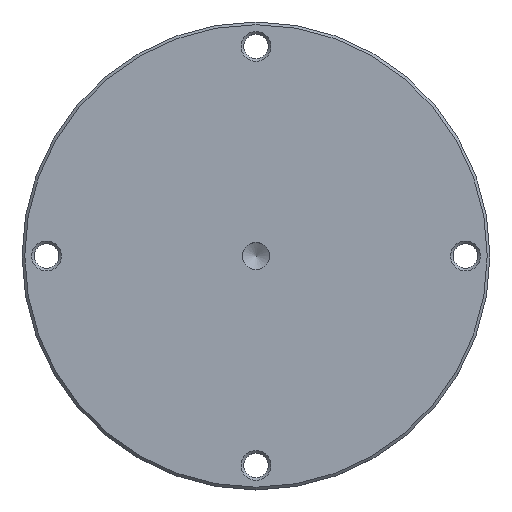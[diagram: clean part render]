
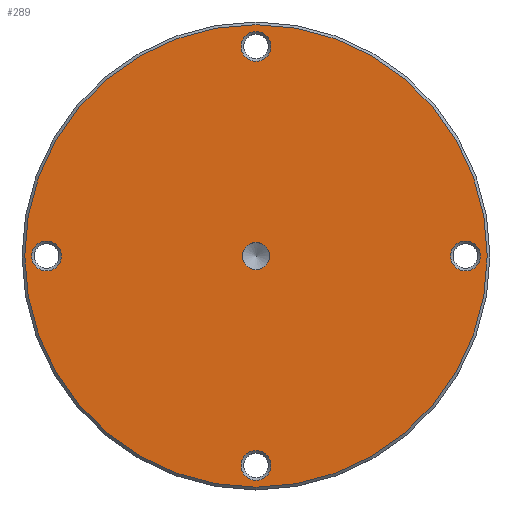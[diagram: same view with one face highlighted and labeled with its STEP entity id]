
A CAD part, top view. The second image highlights one B-rep face of the part: STEP entity #289.
In plain terms, the highlighted planar face has unit normal (0, 0, 1).
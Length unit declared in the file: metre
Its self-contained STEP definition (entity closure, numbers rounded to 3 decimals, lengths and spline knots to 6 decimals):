
#26=PLANE('',#340);
#46=ORIENTED_EDGE('',*,*,#96,.T.);
#47=ORIENTED_EDGE('',*,*,#97,.T.);
#48=ORIENTED_EDGE('',*,*,#98,.T.);
#49=ORIENTED_EDGE('',*,*,#99,.T.);
#50=ORIENTED_EDGE('',*,*,#100,.T.);
#51=ORIENTED_EDGE('',*,*,#101,.T.);
#96=EDGE_CURVE('',#123,#123,#151,.T.);
#97=EDGE_CURVE('',#124,#124,#152,.F.);
#98=EDGE_CURVE('',#125,#125,#153,.F.);
#99=EDGE_CURVE('',#126,#126,#154,.F.);
#100=EDGE_CURVE('',#127,#127,#155,.F.);
#101=EDGE_CURVE('',#128,#128,#156,.T.);
#123=VERTEX_POINT('',#512);
#124=VERTEX_POINT('',#514);
#125=VERTEX_POINT('',#516);
#126=VERTEX_POINT('',#518);
#127=VERTEX_POINT('',#520);
#128=VERTEX_POINT('',#522);
#151=CIRCLE('',#341,0.0025);
#152=CIRCLE('',#342,0.00275);
#153=CIRCLE('',#343,0.00275);
#154=CIRCLE('',#344,0.00275);
#155=CIRCLE('',#345,0.00275);
#156=CIRCLE('',#346,0.0425);
#182=EDGE_LOOP('',(#46));
#183=EDGE_LOOP('',(#47));
#184=EDGE_LOOP('',(#48));
#185=EDGE_LOOP('',(#49));
#186=EDGE_LOOP('',(#50));
#187=EDGE_LOOP('',(#51));
#236=FACE_BOUND('',#182,.T.);
#237=FACE_BOUND('',#183,.T.);
#238=FACE_BOUND('',#184,.T.);
#239=FACE_BOUND('',#185,.T.);
#240=FACE_BOUND('',#186,.T.);
#241=FACE_BOUND('',#187,.T.);
#289=ADVANCED_FACE('',(#236,#237,#238,#239,#240,#241),#26,.T.);
#340=AXIS2_PLACEMENT_3D('',#510,#414,#415);
#341=AXIS2_PLACEMENT_3D('',#511,#416,#417);
#342=AXIS2_PLACEMENT_3D('',#513,#418,#419);
#343=AXIS2_PLACEMENT_3D('',#515,#420,#421);
#344=AXIS2_PLACEMENT_3D('',#517,#422,#423);
#345=AXIS2_PLACEMENT_3D('',#519,#424,#425);
#346=AXIS2_PLACEMENT_3D('',#521,#426,#427);
#414=DIRECTION('',(0.,0.,1.));
#415=DIRECTION('',(1.,0.,0.));
#416=DIRECTION('',(0.,0.,-1.));
#417=DIRECTION('',(-1.,0.,0.));
#418=DIRECTION('',(0.,0.,1.));
#419=DIRECTION('',(1.,0.,0.));
#420=DIRECTION('',(0.,0.,1.));
#421=DIRECTION('',(1.,0.,0.));
#422=DIRECTION('',(0.,0.,1.));
#423=DIRECTION('',(1.,0.,0.));
#424=DIRECTION('',(0.,0.,1.));
#425=DIRECTION('',(1.,0.,0.));
#426=DIRECTION('',(0.,0.,1.));
#427=DIRECTION('',(1.,0.,0.));
#510=CARTESIAN_POINT('',(0.,0.,0.175));
#511=CARTESIAN_POINT('',(0.,0.,0.175));
#512=CARTESIAN_POINT('',(-0.0025,0.,0.175));
#513=CARTESIAN_POINT('',(-0.0385,0.,0.175));
#514=CARTESIAN_POINT('',(-0.03575,0.,0.175));
#515=CARTESIAN_POINT('',(0.,-0.0385,0.175));
#516=CARTESIAN_POINT('',(0.00275,-0.0385,0.175));
#517=CARTESIAN_POINT('',(0.0385,0.,0.175));
#518=CARTESIAN_POINT('',(0.04125,0.,0.175));
#519=CARTESIAN_POINT('',(0.,0.0385,0.175));
#520=CARTESIAN_POINT('',(0.00275,0.0385,0.175));
#521=CARTESIAN_POINT('',(0.,0.,0.175));
#522=CARTESIAN_POINT('',(0.0425,0.,0.175));
